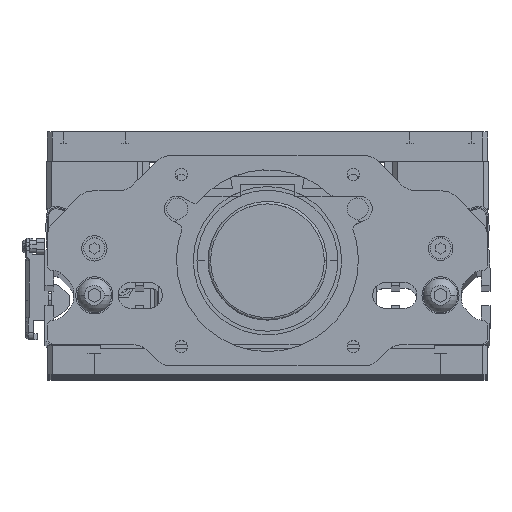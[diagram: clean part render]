
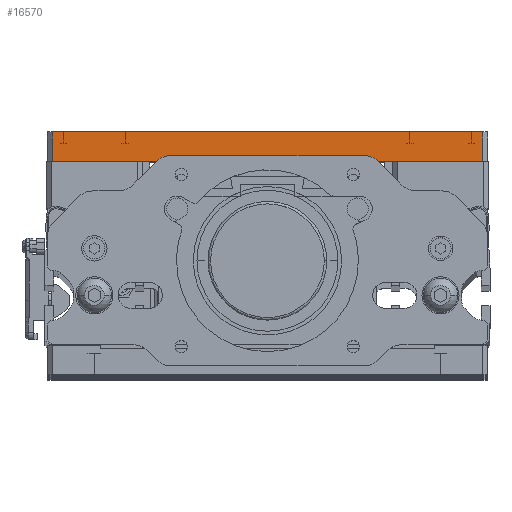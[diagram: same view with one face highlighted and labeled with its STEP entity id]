
A CAD part, top view. The second image highlights one B-rep face of the part: STEP entity #16570.
In plain terms, the highlighted planar face has unit normal (0, 0, 1).
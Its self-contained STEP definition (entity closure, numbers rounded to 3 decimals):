
#2418 = EDGE_CURVE ( 'NONE', #70166, #78409, #94173, .T. ) ;
#5861 = VECTOR ( 'NONE', #25536, 1000. ) ;
#6531 = EDGE_CURVE ( 'NONE', #70166, #15750, #77762, .T. ) ;
#15750 = VERTEX_POINT ( 'NONE', #93692 ) ;
#16570 = ADVANCED_FACE ( 'NONE', ( #57371 ), #73194, .T. ) ;
#16881 = EDGE_CURVE ( 'NONE', #78409, #30382, #53966, .T. ) ;
#17553 = ORIENTED_EDGE ( 'NONE', *, *, #81868, .F. ) ;
#23789 = CARTESIAN_POINT ( 'NONE',  ( 87., 88., 270. ) ) ;
#25536 = DIRECTION ( 'NONE',  ( 0., 1., 0. ) ) ;
#30382 = VERTEX_POINT ( 'NONE', #44792 ) ;
#30401 = DIRECTION ( 'NONE',  ( 1., 0., 0. ) ) ;
#33744 = CARTESIAN_POINT ( 'NONE',  ( 87., 88., 270. ) ) ;
#35811 = DIRECTION ( 'NONE',  ( 1., 0., 0. ) ) ;
#36145 = VECTOR ( 'NONE', #80232, 1000. ) ;
#36152 = CARTESIAN_POINT ( 'NONE',  ( -87., 88., 270. ) ) ;
#36753 = DIRECTION ( 'NONE',  ( 0., 0., 1. ) ) ;
#37129 = LINE ( 'NONE', #73565, #82562 ) ;
#43458 = CARTESIAN_POINT ( 'NONE',  ( -87., 88., 270. ) ) ;
#44792 = CARTESIAN_POINT ( 'NONE',  ( 87., 100., 270. ) ) ;
#47590 = ORIENTED_EDGE ( 'NONE', *, *, #16881, .T. ) ;
#53966 = LINE ( 'NONE', #23789, #55221 ) ;
#55221 = VECTOR ( 'NONE', #67898, 1000. ) ;
#57371 = FACE_OUTER_BOUND ( 'NONE', #92726, .T. ) ;
#58573 = CARTESIAN_POINT ( 'NONE',  ( -87., 88., 270. ) ) ;
#67898 = DIRECTION ( 'NONE',  ( 0., 1., 0. ) ) ;
#68873 = ORIENTED_EDGE ( 'NONE', *, *, #6531, .F. ) ;
#70166 = VERTEX_POINT ( 'NONE', #58573 ) ;
#73194 = PLANE ( 'NONE',  #79647 ) ;
#73565 = CARTESIAN_POINT ( 'NONE',  ( -87., 100., 270. ) ) ;
#77762 = LINE ( 'NONE', #91200, #5861 ) ;
#78409 = VERTEX_POINT ( 'NONE', #33744 ) ;
#79647 = AXIS2_PLACEMENT_3D ( 'NONE', #43458, #36753, #35811 ) ;
#80232 = DIRECTION ( 'NONE',  ( 1., 0., 0. ) ) ;
#80821 = ORIENTED_EDGE ( 'NONE', *, *, #2418, .T. ) ;
#81868 = EDGE_CURVE ( 'NONE', #15750, #30382, #37129, .T. ) ;
#82562 = VECTOR ( 'NONE', #30401, 1000. ) ;
#91200 = CARTESIAN_POINT ( 'NONE',  ( -87., 88., 270. ) ) ;
#92726 = EDGE_LOOP ( 'NONE', ( #17553, #68873, #80821, #47590 ) ) ;
#93692 = CARTESIAN_POINT ( 'NONE',  ( -87., 100., 270. ) ) ;
#94173 = LINE ( 'NONE', #36152, #36145 ) ;
